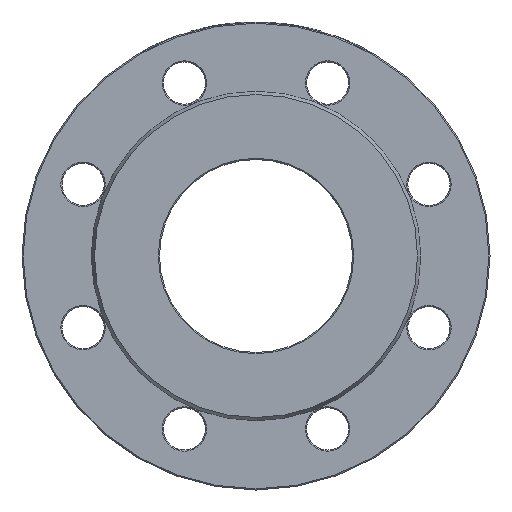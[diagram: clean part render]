
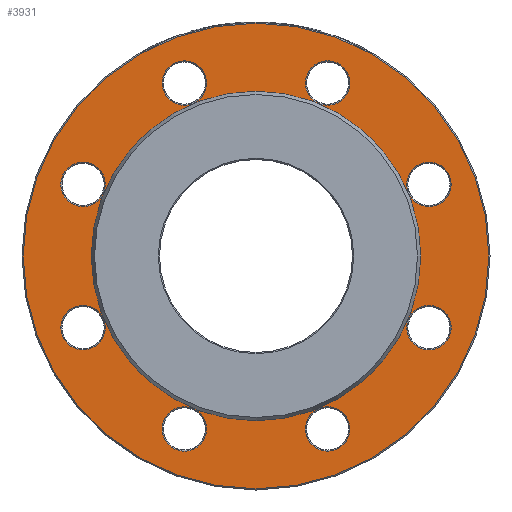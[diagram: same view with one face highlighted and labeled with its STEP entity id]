
A CAD part, left-side view. The second image highlights one B-rep face of the part: STEP entity #3931.
In plain terms, the highlighted planar face has unit normal (-1, 0, 0).
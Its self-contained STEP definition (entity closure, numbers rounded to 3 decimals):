
#5 = CIRCLE ( 'NONE', #2312, 9.5 ) ;
#94 = VERTEX_POINT ( 'NONE', #5652 ) ;
#137 = CARTESIAN_POINT ( 'NONE',  ( 3., 73.91, -40.115 ) ) ;
#160 = CARTESIAN_POINT ( 'NONE',  ( 3., 30.615, 73.91 ) ) ;
#276 = FACE_OUTER_BOUND ( 'NONE', #3086, .T. ) ;
#280 = CIRCLE ( 'NONE', #7364, 9.5 ) ;
#329 = FACE_BOUND ( 'NONE', #2707, .T. ) ;
#416 = DIRECTION ( 'NONE',  ( 1., 0., 0. ) ) ;
#629 = EDGE_CURVE ( 'NONE', #2487, #2487, #3316, .T. ) ;
#769 = CARTESIAN_POINT ( 'NONE',  ( 3., 40.115, 73.91 ) ) ;
#800 = DIRECTION ( 'NONE',  ( 1., 0., 0. ) ) ;
#805 = CARTESIAN_POINT ( 'NONE',  ( 3., 0., 0. ) ) ;
#873 = FACE_BOUND ( 'NONE', #1836, .T. ) ;
#907 = ORIENTED_EDGE ( 'NONE', *, *, #2856, .F. ) ;
#998 = EDGE_CURVE ( 'NONE', #8101, #8101, #6932, .T. ) ;
#1016 = AXIS2_PLACEMENT_3D ( 'NONE', #805, #5730, #3692 ) ;
#1115 = EDGE_LOOP ( 'NONE', ( #5707 ) ) ;
#1307 = CARTESIAN_POINT ( 'NONE',  ( 3., 80.628, 23.897 ) ) ;
#1437 = CIRCLE ( 'NONE', #1734, 9.5 ) ;
#1438 = EDGE_CURVE ( 'NONE', #6964, #6964, #6366, .T. ) ;
#1439 = VERTEX_POINT ( 'NONE', #2160 ) ;
#1441 = ORIENTED_EDGE ( 'NONE', *, *, #6911, .T. ) ;
#1530 = ORIENTED_EDGE ( 'NONE', *, *, #1617, .T. ) ;
#1543 = FACE_BOUND ( 'NONE', #7638, .T. ) ;
#1586 = DIRECTION ( 'NONE',  ( 0., 0.707, -0.707 ) ) ;
#1589 = FACE_BOUND ( 'NONE', #2762, .T. ) ;
#1617 = EDGE_CURVE ( 'NONE', #4839, #4839, #5, .T. ) ;
#1734 = AXIS2_PLACEMENT_3D ( 'NONE', #2603, #5318, #5503 ) ;
#1741 = AXIS2_PLACEMENT_3D ( 'NONE', #8511, #7153, #1586 ) ;
#1836 = EDGE_LOOP ( 'NONE', ( #8572 ) ) ;
#1930 = EDGE_LOOP ( 'NONE', ( #1441 ) ) ;
#2112 = CARTESIAN_POINT ( 'NONE',  ( 3., 0., 0. ) ) ;
#2160 = CARTESIAN_POINT ( 'NONE',  ( 3., 23.897, -80.628 ) ) ;
#2183 = AXIS2_PLACEMENT_3D ( 'NONE', #2112, #7625, #7132 ) ;
#2246 = DIRECTION ( 'NONE',  ( 0., -0.707, 0.707 ) ) ;
#2254 = VERTEX_POINT ( 'NONE', #7232 ) ;
#2312 = AXIS2_PLACEMENT_3D ( 'NONE', #8013, #416, #2570 ) ;
#2487 = VERTEX_POINT ( 'NONE', #8055 ) ;
#2523 = ORIENTED_EDGE ( 'NONE', *, *, #7629, .T. ) ;
#2570 = DIRECTION ( 'NONE',  ( 0., 0.707, 0.707 ) ) ;
#2592 = EDGE_CURVE ( 'NONE', #94, #94, #7534, .T. ) ;
#2603 = CARTESIAN_POINT ( 'NONE',  ( 3., -73.91, 30.615 ) ) ;
#2650 = CARTESIAN_POINT ( 'NONE',  ( 3., -30.615, -73.91 ) ) ;
#2707 = EDGE_LOOP ( 'NONE', ( #2980 ) ) ;
#2762 = EDGE_LOOP ( 'NONE', ( #907 ) ) ;
#2817 = ORIENTED_EDGE ( 'NONE', *, *, #2592, .T. ) ;
#2856 = EDGE_CURVE ( 'NONE', #4927, #4927, #7674, .T. ) ;
#2944 = CARTESIAN_POINT ( 'NONE',  ( 3., 70.399, 0. ) ) ;
#2980 = ORIENTED_EDGE ( 'NONE', *, *, #7571, .T. ) ;
#2981 = EDGE_LOOP ( 'NONE', ( #1530 ) ) ;
#2982 = ORIENTED_EDGE ( 'NONE', *, *, #629, .T. ) ;
#3080 = DIRECTION ( 'NONE',  ( 0., 0., -1. ) ) ;
#3086 = EDGE_LOOP ( 'NONE', ( #2982 ) ) ;
#3316 = CIRCLE ( 'NONE', #1016, 99.5 ) ;
#3566 = CARTESIAN_POINT ( 'NONE',  ( 3., 0., 70.399 ) ) ;
#3628 = PLANE ( 'NONE',  #7253 ) ;
#3658 = VERTEX_POINT ( 'NONE', #7864 ) ;
#3689 = EDGE_LOOP ( 'NONE', ( #4911 ) ) ;
#3692 = DIRECTION ( 'NONE',  ( 0., 0., -1. ) ) ;
#3874 = CARTESIAN_POINT ( 'NONE',  ( 3., 73.91, -30.615 ) ) ;
#3908 = EDGE_LOOP ( 'NONE', ( #2817 ) ) ;
#3931 = ADVANCED_FACE ( 'NONE', ( #7783, #5024, #6527, #1543, #7064, #329, #8515, #873, #276, #1589 ), #3628, .F. ) ;
#3939 = CIRCLE ( 'NONE', #6553, 9.5 ) ;
#4114 = CARTESIAN_POINT ( 'NONE',  ( 3., -23.897, 80.628 ) ) ;
#4839 = VERTEX_POINT ( 'NONE', #4114 ) ;
#4866 = CARTESIAN_POINT ( 'NONE',  ( 3., 30.615, -73.91 ) ) ;
#4911 = ORIENTED_EDGE ( 'NONE', *, *, #998, .T. ) ;
#4927 = VERTEX_POINT ( 'NONE', #3566 ) ;
#4994 = DIRECTION ( 'NONE',  ( 1., 0., 0. ) ) ;
#5024 = FACE_BOUND ( 'NONE', #3689, .T. ) ;
#5152 = EDGE_CURVE ( 'NONE', #8324, #8324, #3939, .T. ) ;
#5318 = DIRECTION ( 'NONE',  ( 1., 0., 0. ) ) ;
#5359 = AXIS2_PLACEMENT_3D ( 'NONE', #8456, #7136, #2246 ) ;
#5362 = DIRECTION ( 'NONE',  ( 1., 0., 0. ) ) ;
#5454 = DIRECTION ( 'NONE',  ( 0., -1., 0. ) ) ;
#5503 = DIRECTION ( 'NONE',  ( 0., 0., 1. ) ) ;
#5652 = CARTESIAN_POINT ( 'NONE',  ( 3., -80.628, -23.897 ) ) ;
#5707 = ORIENTED_EDGE ( 'NONE', *, *, #1438, .T. ) ;
#5730 = DIRECTION ( 'NONE',  ( -1., 0., 0. ) ) ;
#5845 = DIRECTION ( 'NONE',  ( 1., 0., 0. ) ) ;
#5872 = DIRECTION ( 'NONE',  ( 1., 0., 0. ) ) ;
#6313 = DIRECTION ( 'NONE',  ( 0., 1., 0. ) ) ;
#6356 = AXIS2_PLACEMENT_3D ( 'NONE', #160, #4994, #6313 ) ;
#6366 = CIRCLE ( 'NONE', #1741, 9.5 ) ;
#6527 = FACE_BOUND ( 'NONE', #2981, .T. ) ;
#6553 = AXIS2_PLACEMENT_3D ( 'NONE', #3874, #5872, #8808 ) ;
#6861 = DIRECTION ( 'NONE',  ( 0., -0.707, -0.707 ) ) ;
#6911 = EDGE_CURVE ( 'NONE', #1439, #1439, #280, .T. ) ;
#6932 = CIRCLE ( 'NONE', #6356, 9.5 ) ;
#6933 = CIRCLE ( 'NONE', #8962, 9.5 ) ;
#6964 = VERTEX_POINT ( 'NONE', #1307 ) ;
#7064 = FACE_BOUND ( 'NONE', #3908, .T. ) ;
#7132 = DIRECTION ( 'NONE',  ( 0., 0., 1. ) ) ;
#7136 = DIRECTION ( 'NONE',  ( 1., 0., 0. ) ) ;
#7153 = DIRECTION ( 'NONE',  ( 1., 0., 0. ) ) ;
#7232 = CARTESIAN_POINT ( 'NONE',  ( 3., -73.91, 40.115 ) ) ;
#7253 = AXIS2_PLACEMENT_3D ( 'NONE', #2944, #5845, #3080 ) ;
#7364 = AXIS2_PLACEMENT_3D ( 'NONE', #4866, #800, #6861 ) ;
#7534 = CIRCLE ( 'NONE', #5359, 9.5 ) ;
#7571 = EDGE_CURVE ( 'NONE', #3658, #3658, #6933, .T. ) ;
#7625 = DIRECTION ( 'NONE',  ( -1., 0., 0. ) ) ;
#7629 = EDGE_CURVE ( 'NONE', #2254, #2254, #1437, .T. ) ;
#7638 = EDGE_LOOP ( 'NONE', ( #2523 ) ) ;
#7674 = CIRCLE ( 'NONE', #2183, 70.399 ) ;
#7783 = FACE_BOUND ( 'NONE', #1115, .T. ) ;
#7864 = CARTESIAN_POINT ( 'NONE',  ( 3., -40.115, -73.91 ) ) ;
#8013 = CARTESIAN_POINT ( 'NONE',  ( 3., -30.615, 73.91 ) ) ;
#8055 = CARTESIAN_POINT ( 'NONE',  ( 3., 0., -99.5 ) ) ;
#8101 = VERTEX_POINT ( 'NONE', #769 ) ;
#8324 = VERTEX_POINT ( 'NONE', #137 ) ;
#8456 = CARTESIAN_POINT ( 'NONE',  ( 3., -73.91, -30.615 ) ) ;
#8511 = CARTESIAN_POINT ( 'NONE',  ( 3., 73.91, 30.615 ) ) ;
#8515 = FACE_BOUND ( 'NONE', #1930, .T. ) ;
#8572 = ORIENTED_EDGE ( 'NONE', *, *, #5152, .T. ) ;
#8808 = DIRECTION ( 'NONE',  ( 0., 0., -1. ) ) ;
#8962 = AXIS2_PLACEMENT_3D ( 'NONE', #2650, #5362, #5454 ) ;
